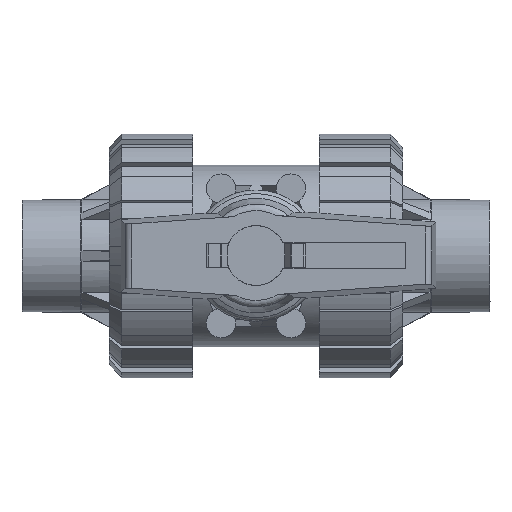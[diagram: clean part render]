
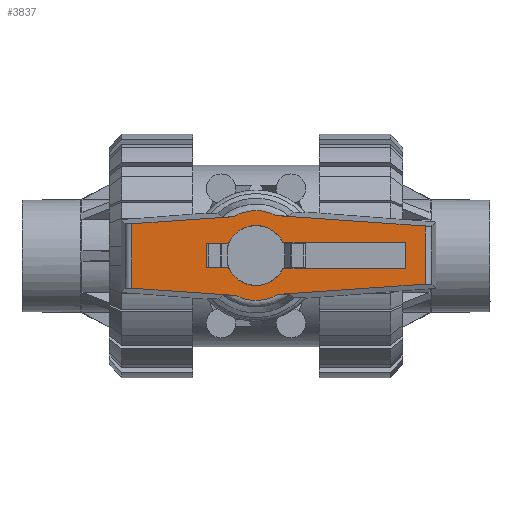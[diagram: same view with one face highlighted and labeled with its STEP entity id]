
A CAD part, top view. The second image highlights one B-rep face of the part: STEP entity #3837.
In plain terms, the highlighted planar face has unit normal (0, 0, 1).
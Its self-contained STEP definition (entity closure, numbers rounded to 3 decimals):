
#532=CARTESIAN_POINT('',(42.917,3.75,121.5));
#533=VERTEX_POINT('',#532);
#534=CARTESIAN_POINT('',(42.917,-3.75,121.5));
#535=VERTEX_POINT('',#534);
#536=CARTESIAN_POINT('',(42.917,3.75,121.5));
#537=DIRECTION('',(0.0,-1.0,0.0));
#538=VECTOR('',#537,7.5);
#539=LINE('',#536,#538);
#540=EDGE_CURVE('',#533,#535,#539,.T.);
#603=CARTESIAN_POINT('',(7.708,3.75,121.5));
#604=VERTEX_POINT('',#603);
#605=CARTESIAN_POINT('',(7.708,3.75,121.5));
#606=DIRECTION('',(1.0,0.0,0.0));
#607=VECTOR('',#606,35.209);
#608=LINE('',#605,#607);
#609=EDGE_CURVE('',#604,#533,#608,.T.);
#1049=CARTESIAN_POINT('',(-7.879,3.375,121.5));
#1050=VERTEX_POINT('',#1049);
#1051=CARTESIAN_POINT('',(0.0,0.0,121.5));
#1052=DIRECTION('',(0.0,0.0,-1.0));
#1053=DIRECTION('',(1.0,0.0,0.0));
#1054=AXIS2_PLACEMENT_3D('',#1051,#1052,#1053);
#1055=CIRCLE('',#1054,8.571);
#1056=EDGE_CURVE('',#1050,#604,#1055,.T.);
#1108=CARTESIAN_POINT('',(7.708,-3.75,121.5));
#1109=VERTEX_POINT('',#1108);
#1110=CARTESIAN_POINT('',(42.917,-3.75,121.5));
#1111=DIRECTION('',(-1.0,0.0,0.0));
#1112=VECTOR('',#1111,35.209);
#1113=LINE('',#1110,#1112);
#1114=EDGE_CURVE('',#535,#1109,#1113,.T.);
#1182=CARTESIAN_POINT('',(-7.879,-3.375,121.5));
#1183=VERTEX_POINT('',#1182);
#1184=CARTESIAN_POINT('',(0.0,0.0,121.5));
#1185=DIRECTION('',(0.0,0.0,-1.0));
#1186=DIRECTION('',(1.0,0.0,0.0));
#1187=AXIS2_PLACEMENT_3D('',#1184,#1185,#1186);
#1188=CIRCLE('',#1187,8.571);
#1189=EDGE_CURVE('',#1109,#1183,#1188,.T.);
#1665=CARTESIAN_POINT('',(-14.217,-3.375,121.5));
#1666=VERTEX_POINT('',#1665);
#1673=CARTESIAN_POINT('',(-7.879,-3.375,121.5));
#1674=DIRECTION('',(-1.0,0.0,0.0));
#1675=VECTOR('',#1674,6.338);
#1676=LINE('',#1673,#1675);
#1677=EDGE_CURVE('',#1183,#1666,#1676,.T.);
#2265=CARTESIAN_POINT('',(-5.901,-11.43,121.5));
#2266=VERTEX_POINT('',#2265);
#2278=CARTESIAN_POINT('',(-35.537,-9.357,121.5));
#2279=VERTEX_POINT('',#2278);
#2280=CARTESIAN_POINT('',(-35.537,-9.357,121.5));
#2281=DIRECTION('',(0.998,-0.07,0.0));
#2282=VECTOR('',#2281,29.708);
#2283=LINE('',#2280,#2282);
#2284=EDGE_CURVE('',#2279,#2266,#2283,.T.);
#2510=CARTESIAN_POINT('',(5.901,11.43,121.5));
#2511=VERTEX_POINT('',#2510);
#2523=CARTESIAN_POINT('',(48.412,8.457,121.5));
#2524=VERTEX_POINT('',#2523);
#2525=CARTESIAN_POINT('',(48.412,8.457,121.5));
#2526=DIRECTION('',(-0.998,0.07,0.0));
#2527=VECTOR('',#2526,42.614);
#2528=LINE('',#2525,#2527);
#2529=EDGE_CURVE('',#2524,#2511,#2528,.T.);
#2611=CARTESIAN_POINT('',(-14.217,3.375,121.5));
#2612=VERTEX_POINT('',#2611);
#2613=CARTESIAN_POINT('',(-14.217,-3.375,121.5));
#2614=DIRECTION('',(0.0,1.0,0.0));
#2615=VECTOR('',#2614,6.75);
#2616=LINE('',#2613,#2615);
#2617=EDGE_CURVE('',#1666,#2612,#2616,.T.);
#2678=CARTESIAN_POINT('',(-14.217,3.375,121.5));
#2679=DIRECTION('',(1.0,0.0,0.0));
#2680=VECTOR('',#2679,6.338);
#2681=LINE('',#2678,#2680);
#2682=EDGE_CURVE('',#2612,#1050,#2681,.T.);
#2991=CARTESIAN_POINT('',(-35.537,9.091,121.5));
#2992=VERTEX_POINT('',#2991);
#3000=CARTESIAN_POINT('',(-6.458,11.125,121.5));
#3001=VERTEX_POINT('',#3000);
#3002=CARTESIAN_POINT('',(-6.458,11.125,121.5));
#3003=DIRECTION('',(-0.998,-0.07,0.0));
#3004=VECTOR('',#3003,29.15);
#3005=LINE('',#3002,#3004);
#3006=EDGE_CURVE('',#3001,#2992,#3005,.T.);
#3109=CARTESIAN_POINT('',(48.412,-8.191,121.5));
#3110=VERTEX_POINT('',#3109);
#3118=CARTESIAN_POINT('',(6.458,-11.125,121.5));
#3119=VERTEX_POINT('',#3118);
#3120=CARTESIAN_POINT('',(6.458,-11.125,121.5));
#3121=DIRECTION('',(0.998,0.07,0.0));
#3122=VECTOR('',#3121,42.056);
#3123=LINE('',#3120,#3122);
#3124=EDGE_CURVE('',#3119,#3110,#3123,.T.);
#3276=CARTESIAN_POINT('',(-35.537,9.091,121.5));
#3277=DIRECTION('',(0.0,-1.0,0.0));
#3278=VECTOR('',#3277,18.449);
#3279=LINE('',#3276,#3278);
#3280=EDGE_CURVE('',#2992,#2279,#3279,.T.);
#3293=CARTESIAN_POINT('',(48.412,8.457,121.5));
#3294=DIRECTION('',(0.0,-1.0,0.0));
#3295=VECTOR('',#3294,16.648);
#3296=LINE('',#3293,#3295);
#3297=EDGE_CURVE('',#2524,#3110,#3296,.T.);
#3512=CARTESIAN_POINT('',(0.0,0.0,121.5));
#3513=DIRECTION('',(0.0,0.0,1.0));
#3514=DIRECTION('',(1.0,0.0,0.0));
#3515=AXIS2_PLACEMENT_3D('',#3512,#3513,#3514);
#3516=CIRCLE('',#3515,12.863);
#3517=EDGE_CURVE('',#2511,#3001,#3516,.T.);
#3802=CARTESIAN_POINT('',(0.0,0.0,121.5));
#3803=DIRECTION('',(0.0,0.0,1.0));
#3804=DIRECTION('',(1.0,0.0,0.0));
#3805=AXIS2_PLACEMENT_3D('',#3802,#3803,#3804);
#3806=CIRCLE('',#3805,12.863);
#3807=EDGE_CURVE('',#2266,#3119,#3806,.T.);
#3812=CARTESIAN_POINT('',(6.432,0.0,121.5));
#3813=DIRECTION('',(0.0,0.0,1.0));
#3814=DIRECTION('',(1.0,0.0,0.0));
#3815=AXIS2_PLACEMENT_3D('',#3812,#3813,#3814);
#3816=PLANE('',#3815);
#3817=ORIENTED_EDGE('',*,*,#2284,.T.);
#3818=ORIENTED_EDGE('',*,*,#3807,.T.);
#3819=ORIENTED_EDGE('',*,*,#3124,.T.);
#3820=ORIENTED_EDGE('',*,*,#3297,.F.);
#3821=ORIENTED_EDGE('',*,*,#2529,.T.);
#3822=ORIENTED_EDGE('',*,*,#3517,.T.);
#3823=ORIENTED_EDGE('',*,*,#3006,.T.);
#3824=ORIENTED_EDGE('',*,*,#3280,.T.);
#3825=EDGE_LOOP('',(#3817,#3818,#3819,#3820,#3821,#3822,#3823,#3824));
#3826=FACE_OUTER_BOUND('',#3825,.T.);
#3827=ORIENTED_EDGE('',*,*,#1189,.T.);
#3828=ORIENTED_EDGE('',*,*,#1677,.T.);
#3829=ORIENTED_EDGE('',*,*,#2617,.T.);
#3830=ORIENTED_EDGE('',*,*,#2682,.T.);
#3831=ORIENTED_EDGE('',*,*,#1056,.T.);
#3832=ORIENTED_EDGE('',*,*,#609,.T.);
#3833=ORIENTED_EDGE('',*,*,#540,.T.);
#3834=ORIENTED_EDGE('',*,*,#1114,.T.);
#3835=EDGE_LOOP('',(#3827,#3828,#3829,#3830,#3831,#3832,#3833,#3834));
#3836=FACE_BOUND('',#3835,.T.);
#3837=ADVANCED_FACE('',(#3826,#3836),#3816,.T.);
